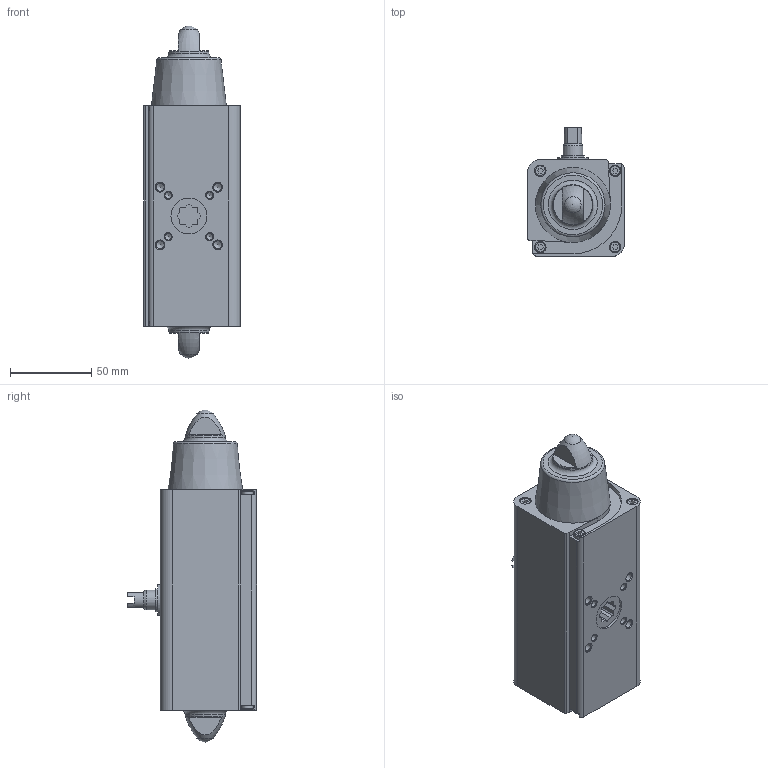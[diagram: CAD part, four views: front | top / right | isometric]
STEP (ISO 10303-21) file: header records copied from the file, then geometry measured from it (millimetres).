
FILE_DESCRIPTION(/* description */ ('STEP AP214'),/* implementation_level */ '2;1');
FILE_NAME(/* name */ '533427_DAPS-0015-090-RS1-F0305',/* time_stamp */ '2024-08-13T15:17:36+02:00',/* author */ ('License CC BY-ND 4.0'),/* organization */ ('CADENAS'),/* preprocessor_version */ 'ST-DEVELOPER v19.3',/* originating_system */ 'PARTsolutions',/* authorisation */ ' ');
FILE_SCHEMA (('CONFIG_CONTROL_DESIGN','AP203_CONFIGURATION_CONTROLLED_3D_DESIGN_OF_MECHANICAL_PARTS_AND_ASSEMBLIES_MIM_LF { 1 0 10303 203 3 1 4 }','AUTOMOTIVE_DESIGN {1 0 10303 214 3 1 1}'));
Length unit declared in the file: millimetre
Products named in the file (3): 533427 DAPS-0015-090-RS1-F0305---0; 533427 DAPS-0015-090-RS1-F0305---(1); 533427 DAPS-0015-090-RS1-F0305---(2)
Assembly tree (2 placements, depth 2):
  533427 DAPS-0015-090-RS1-F0305---0
    533427 DAPS-0015-090-RS1-F0305---(1)
    533427 DAPS-0015-090-RS1-F0305---(2)
Bounding box: 59.2 x 79.2 x 203.8 mm (x, y, z)
Volume: 506024.6 mm3; surface area: 56549.2 mm2
Topology: 2 solids, 2 shells, 258 faces, 646 edges, 414 vertices
Faces by surface type: plane 141, cylinder 59, cone 41, torus 15, sphere 2
Full cylindrical faces by diameter (mm): 4.134 x12, 4.917 x5, 7 x8, 8.566 x2, 12 x1, 14.1 x1, 19 x2, 22 x2
Entity records: 7022 total; most frequent: CARTESIAN_POINT 1233, DIRECTION 1204, ORIENTED_EDGE 1024, EDGE_CURVE 512, AXIS2_PLACEMENT_3D 439, FACE_BOUND 394, VERTEX_POINT 392, EDGE_LOOP 375
